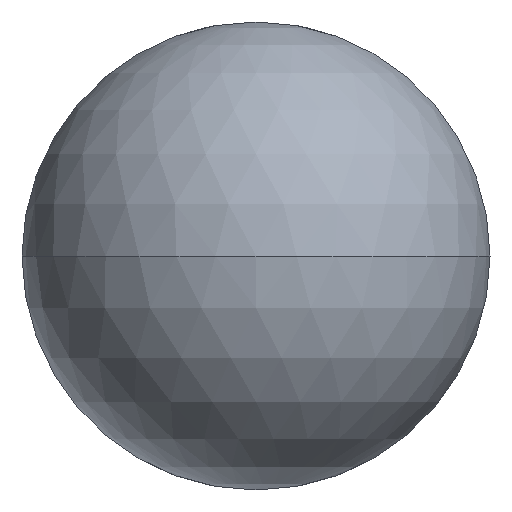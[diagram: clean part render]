
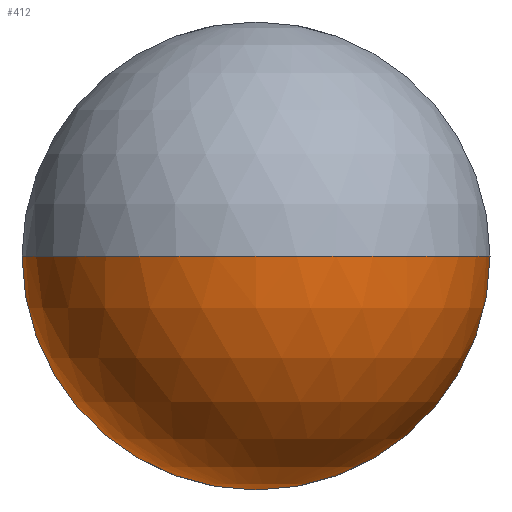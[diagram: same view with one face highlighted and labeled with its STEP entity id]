
A CAD part, front view. The second image highlights one B-rep face of the part: STEP entity #412.
In plain terms, the highlighted spherical face has radius 4.763 mm.
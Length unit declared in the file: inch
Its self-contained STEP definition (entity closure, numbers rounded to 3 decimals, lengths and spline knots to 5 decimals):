
#26 = DIRECTION ( 'NONE',  ( 0., 0., 1. ) ) ;
#30 = CIRCLE ( 'NONE', #119, 0.1875 ) ;
#42 = FACE_OUTER_BOUND ( 'NONE', #110, .T. ) ;
#46 = ORIENTED_EDGE ( 'NONE', *, *, #286, .T. ) ;
#57 = AXIS2_PLACEMENT_3D ( 'NONE', #378, #87, #494 ) ;
#70 = DIRECTION ( 'NONE',  ( 0., -1., 0. ) ) ;
#87 = DIRECTION ( 'NONE',  ( 0., 0., -1. ) ) ;
#100 = ORIENTED_EDGE ( 'NONE', *, *, #419, .T. ) ;
#110 = EDGE_LOOP ( 'NONE', ( #46, #100, #351, #356 ) ) ;
#119 = AXIS2_PLACEMENT_3D ( 'NONE', #260, #214, #175 ) ;
#126 = CIRCLE ( 'NONE', #199, 0.1875 ) ;
#136 = CIRCLE ( 'NONE', #427, 0.1875 ) ;
#151 = VERTEX_POINT ( 'NONE', #318 ) ;
#157 = EDGE_CURVE ( 'NONE', #377, #241, #136, .T. ) ;
#172 = CIRCLE ( 'NONE', #226, 0.1875 ) ;
#175 = DIRECTION ( 'NONE',  ( 0., 0., -1. ) ) ;
#196 = DIRECTION ( 'NONE',  ( 1., 0., 0. ) ) ;
#199 = AXIS2_PLACEMENT_3D ( 'NONE', #253, #70, #398 ) ;
#214 = DIRECTION ( 'NONE',  ( 0., -1., 0. ) ) ;
#226 = AXIS2_PLACEMENT_3D ( 'NONE', #393, #26, #196 ) ;
#228 = DIRECTION ( 'NONE',  ( 0., 0., -1. ) ) ;
#239 = CARTESIAN_POINT ( 'NONE',  ( 0., 0., 0. ) ) ;
#241 = VERTEX_POINT ( 'NONE', #239 ) ;
#248 = EDGE_CURVE ( 'NONE', #503, #241, #172, .T. ) ;
#253 = CARTESIAN_POINT ( 'NONE',  ( 0., 0.1875, 0. ) ) ;
#260 = CARTESIAN_POINT ( 'NONE',  ( 0., 0.1875, 0. ) ) ;
#286 = EDGE_CURVE ( 'NONE', #503, #151, #126, .T. ) ;
#318 = CARTESIAN_POINT ( 'NONE',  ( 0., 0.1875, -0.1875 ) ) ;
#337 = CARTESIAN_POINT ( 'NONE',  ( 0.1875, 0.1875, 0. ) ) ;
#344 = DIRECTION ( 'NONE',  ( -1., 0., 0. ) ) ;
#351 = ORIENTED_EDGE ( 'NONE', *, *, #157, .T. ) ;
#356 = ORIENTED_EDGE ( 'NONE', *, *, #248, .F. ) ;
#377 = VERTEX_POINT ( 'NONE', #337 ) ;
#378 = CARTESIAN_POINT ( 'NONE',  ( 0., 0.1875, 0. ) ) ;
#393 = CARTESIAN_POINT ( 'NONE',  ( 0., 0.1875, 0. ) ) ;
#398 = DIRECTION ( 'NONE',  ( 0., 0., -1. ) ) ;
#412 = ADVANCED_FACE ( 'NONE', ( #42 ), #452, .T. ) ;
#417 = CARTESIAN_POINT ( 'NONE',  ( -0.1875, 0.1875, 0. ) ) ;
#419 = EDGE_CURVE ( 'NONE', #151, #377, #30, .T. ) ;
#421 = CARTESIAN_POINT ( 'NONE',  ( 0., 0.1875, 0. ) ) ;
#427 = AXIS2_PLACEMENT_3D ( 'NONE', #421, #228, #344 ) ;
#452 = SPHERICAL_SURFACE ( 'NONE', #57, 0.1875 ) ;
#494 = DIRECTION ( 'NONE',  ( -1., 0., 0. ) ) ;
#503 = VERTEX_POINT ( 'NONE', #417 ) ;
